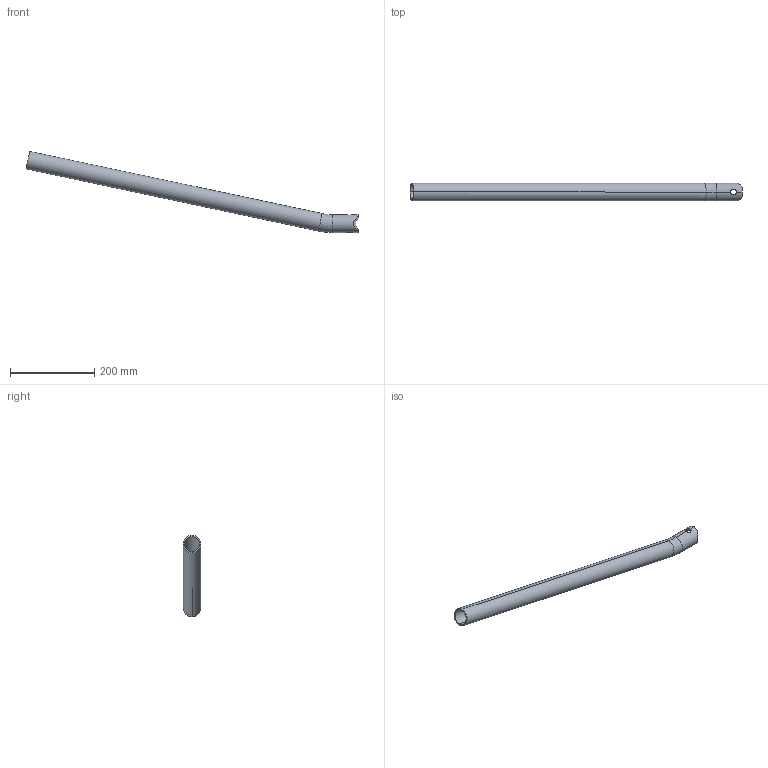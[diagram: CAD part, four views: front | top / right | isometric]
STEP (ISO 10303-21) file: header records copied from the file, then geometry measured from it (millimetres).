
FILE_DESCRIPTION (( 'STEP AP203' ), '1' );
FILE_NAME ('3484-MU103-25-10_REV_.step', '2026-01-04T05:14:17', ( '' ), ( '' ), 'SwSTEP 2.0', 'SolidWorks 2025', '' );
FILE_SCHEMA (( 'CONFIG_CONTROL_DESIGN' ));
Length unit declared in the file: millimetre
Products named in the file (1): 3484-MU103-25-10_REV_
Bounding box: 788.56 x 42.4 x 192.67 mm (x, y, z)
Volume: 313079.1 mm3; surface area: 196854.6 mm2
Topology: 1 solids, 1 shells, 21 faces, 56 edges, 32 vertices
Faces by surface type: cylinder 14, torus 4, plane 3
Entity records: 1227 total; most frequent: CARTESIAN_POINT 626, ORIENTED_EDGE 112, DIRECTION 112, EDGE_CURVE 56, AXIS2_PLACEMENT_3D 46, VERTEX_POINT 32, CIRCLE 24, EDGE_LOOP 22
